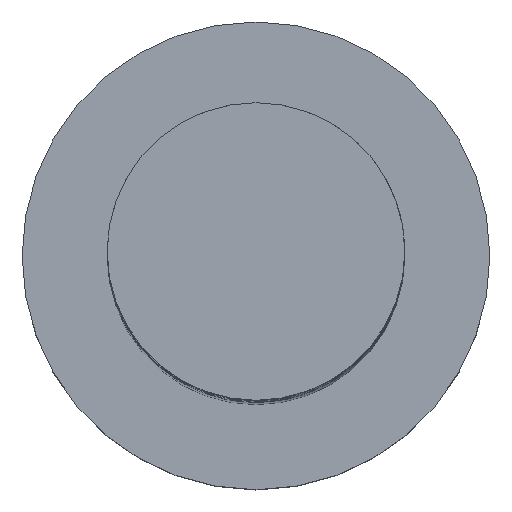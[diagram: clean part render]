
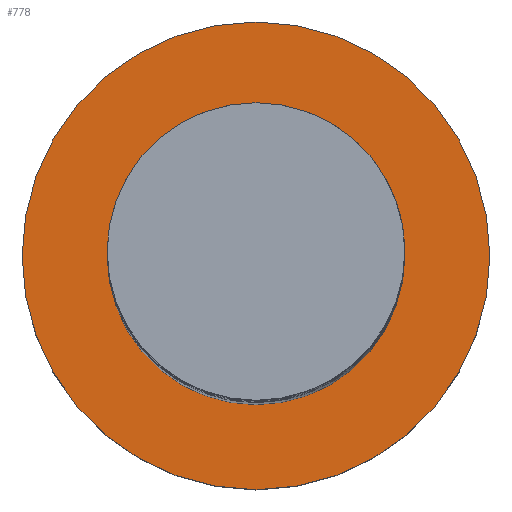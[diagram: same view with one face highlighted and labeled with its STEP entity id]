
A CAD part, top view. The second image highlights one B-rep face of the part: STEP entity #778.
In plain terms, the highlighted planar face has unit normal (0, 0, 1).
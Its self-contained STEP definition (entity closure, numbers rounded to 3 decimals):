
#49 = DIRECTION ( 'NONE',  ( 1., 0., 0. ) ) ;
#73 = CARTESIAN_POINT ( 'NONE',  ( 0., 0., 7. ) ) ;
#120 = DIRECTION ( 'NONE',  ( 1., 0., 0. ) ) ;
#164 = FACE_OUTER_BOUND ( 'NONE', #471, .T. ) ;
#174 = FACE_BOUND ( 'NONE', #1464, .T. ) ;
#186 = CARTESIAN_POINT ( 'NONE',  ( -7., 0., 7. ) ) ;
#197 = CARTESIAN_POINT ( 'NONE',  ( 0., 0., 7. ) ) ;
#201 = EDGE_CURVE ( 'NONE', #1218, #1430, #904, .T. ) ;
#229 = EDGE_CURVE ( 'NONE', #1121, #967, #611, .T. ) ;
#232 = ORIENTED_EDGE ( 'NONE', *, *, #201, .F. ) ;
#298 = DIRECTION ( 'NONE',  ( 0., 0., 1. ) ) ;
#328 = DIRECTION ( 'NONE',  ( 1., 0., 0. ) ) ;
#339 = CARTESIAN_POINT ( 'NONE',  ( 0., 0., 7. ) ) ;
#389 = CARTESIAN_POINT ( 'NONE',  ( 7., 0., 7. ) ) ;
#417 = DIRECTION ( 'NONE',  ( 1., 0., 0. ) ) ;
#435 = AXIS2_PLACEMENT_3D ( 'NONE', #652, #1287, #49 ) ;
#448 = ORIENTED_EDGE ( 'NONE', *, *, #915, .T. ) ;
#459 = CARTESIAN_POINT ( 'NONE',  ( 0., 0., 7. ) ) ;
#464 = EDGE_CURVE ( 'NONE', #1430, #1218, #1562, .T. ) ;
#471 = EDGE_LOOP ( 'NONE', ( #448, #612 ) ) ;
#549 = DIRECTION ( 'NONE',  ( 0., 0., 1. ) ) ;
#564 = AXIS2_PLACEMENT_3D ( 'NONE', #339, #595, #821 ) ;
#595 = DIRECTION ( 'NONE',  ( 0., 0., 1. ) ) ;
#611 = CIRCLE ( 'NONE', #564, 11. ) ;
#612 = ORIENTED_EDGE ( 'NONE', *, *, #229, .T. ) ;
#613 = AXIS2_PLACEMENT_3D ( 'NONE', #459, #1544, #328 ) ;
#652 = CARTESIAN_POINT ( 'NONE',  ( 0., 0., 7. ) ) ;
#778 = ADVANCED_FACE ( 'NONE', ( #174, #164 ), #1015, .T. ) ;
#821 = DIRECTION ( 'NONE',  ( 1., 0., 0. ) ) ;
#835 = CARTESIAN_POINT ( 'NONE',  ( -11., 0., 7. ) ) ;
#873 = AXIS2_PLACEMENT_3D ( 'NONE', #197, #298, #417 ) ;
#904 = CIRCLE ( 'NONE', #1106, 7. ) ;
#915 = EDGE_CURVE ( 'NONE', #967, #1121, #1040, .T. ) ;
#967 = VERTEX_POINT ( 'NONE', #835 ) ;
#1015 = PLANE ( 'NONE',  #435 ) ;
#1040 = CIRCLE ( 'NONE', #613, 11. ) ;
#1106 = AXIS2_PLACEMENT_3D ( 'NONE', #73, #549, #120 ) ;
#1121 = VERTEX_POINT ( 'NONE', #1538 ) ;
#1218 = VERTEX_POINT ( 'NONE', #389 ) ;
#1287 = DIRECTION ( 'NONE',  ( 0., 0., 1. ) ) ;
#1430 = VERTEX_POINT ( 'NONE', #186 ) ;
#1464 = EDGE_LOOP ( 'NONE', ( #1554, #232 ) ) ;
#1538 = CARTESIAN_POINT ( 'NONE',  ( 11., 0., 7. ) ) ;
#1544 = DIRECTION ( 'NONE',  ( 0., 0., 1. ) ) ;
#1554 = ORIENTED_EDGE ( 'NONE', *, *, #464, .F. ) ;
#1562 = CIRCLE ( 'NONE', #873, 7. ) ;
